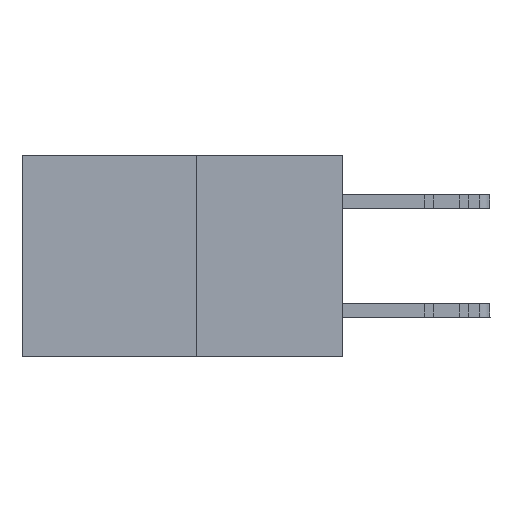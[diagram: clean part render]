
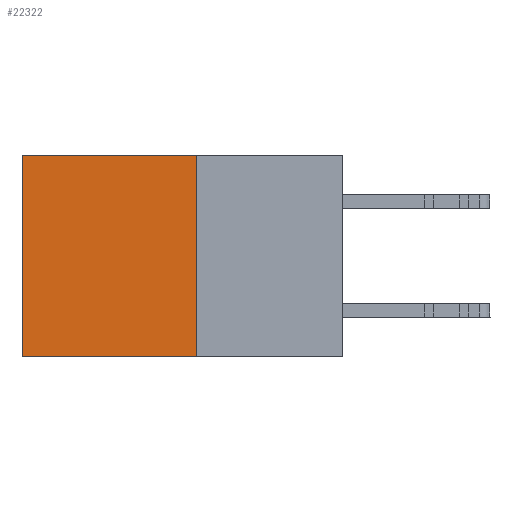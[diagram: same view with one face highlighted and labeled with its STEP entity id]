
A CAD part, left-side view. The second image highlights one B-rep face of the part: STEP entity #22322.
In plain terms, the highlighted planar face has unit normal (-1, 0, 0).
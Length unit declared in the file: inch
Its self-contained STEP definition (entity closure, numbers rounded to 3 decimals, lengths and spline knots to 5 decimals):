
#1257 = LINE ( 'NONE', #32891, #22059 ) ;
#3400 = ORIENTED_EDGE ( 'NONE', *, *, #32729, .T. ) ;
#3501 = VERTEX_POINT ( 'NONE', #30115 ) ;
#3517 = DIRECTION ( 'NONE',  ( 0., 0., -1. ) ) ;
#4258 = CARTESIAN_POINT ( 'NONE',  ( 0.277, 0.59, -0.37 ) ) ;
#5595 = FACE_OUTER_BOUND ( 'NONE', #31464, .T. ) ;
#6189 = LINE ( 'NONE', #27991, #32920 ) ;
#8144 = CARTESIAN_POINT ( 'NONE',  ( 0.277, 0.27, -0.37 ) ) ;
#8668 = PLANE ( 'NONE',  #30273 ) ;
#9375 = LINE ( 'NONE', #4258, #14658 ) ;
#9654 = DIRECTION ( 'NONE',  ( 0., 1., 0. ) ) ;
#10089 = CARTESIAN_POINT ( 'NONE',  ( 0.277, 0.27, -0.37 ) ) ;
#11321 = CARTESIAN_POINT ( 'NONE',  ( 0.277, 0.27, -0.37 ) ) ;
#11493 = VECTOR ( 'NONE', #12703, 39.37008 ) ;
#12703 = DIRECTION ( 'NONE',  ( 0., 1., 0. ) ) ;
#13235 = EDGE_CURVE ( 'NONE', #15976, #3501, #9375, .T. ) ;
#14658 = VECTOR ( 'NONE', #19850, 39.37008 ) ;
#15976 = VERTEX_POINT ( 'NONE', #27833 ) ;
#16713 = ORIENTED_EDGE ( 'NONE', *, *, #19616, .F. ) ;
#19100 = VERTEX_POINT ( 'NONE', #8144 ) ;
#19116 = DIRECTION ( 'NONE',  ( 1., 0., 0. ) ) ;
#19616 = EDGE_CURVE ( 'NONE', #19100, #3501, #26072, .T. ) ;
#19797 = ORIENTED_EDGE ( 'NONE', *, *, #13235, .T. ) ;
#19850 = DIRECTION ( 'NONE',  ( 0., 0., -1. ) ) ;
#22059 = VECTOR ( 'NONE', #9654, 39.37008 ) ;
#22322 = ADVANCED_FACE ( 'NONE', ( #5595 ), #8668, .F. ) ;
#24274 = VERTEX_POINT ( 'NONE', #28765 ) ;
#26072 = LINE ( 'NONE', #10089, #11493 ) ;
#27833 = CARTESIAN_POINT ( 'NONE',  ( 0.277, 0.59, 0. ) ) ;
#27991 = CARTESIAN_POINT ( 'NONE',  ( 0.277, 0.27, -0.37 ) ) ;
#28765 = CARTESIAN_POINT ( 'NONE',  ( 0.277, 0.27, 0. ) ) ;
#30115 = CARTESIAN_POINT ( 'NONE',  ( 0.277, 0.59, -0.37 ) ) ;
#30273 = AXIS2_PLACEMENT_3D ( 'NONE', #11321, #19116, #3517 ) ;
#30559 = DIRECTION ( 'NONE',  ( 0., 0., -1. ) ) ;
#31434 = EDGE_CURVE ( 'NONE', #24274, #19100, #6189, .T. ) ;
#31464 = EDGE_LOOP ( 'NONE', ( #19797, #16713, #32279, #3400 ) ) ;
#32279 = ORIENTED_EDGE ( 'NONE', *, *, #31434, .F. ) ;
#32729 = EDGE_CURVE ( 'NONE', #24274, #15976, #1257, .T. ) ;
#32891 = CARTESIAN_POINT ( 'NONE',  ( 0.277, 0.27, 0. ) ) ;
#32920 = VECTOR ( 'NONE', #30559, 39.37008 ) ;
